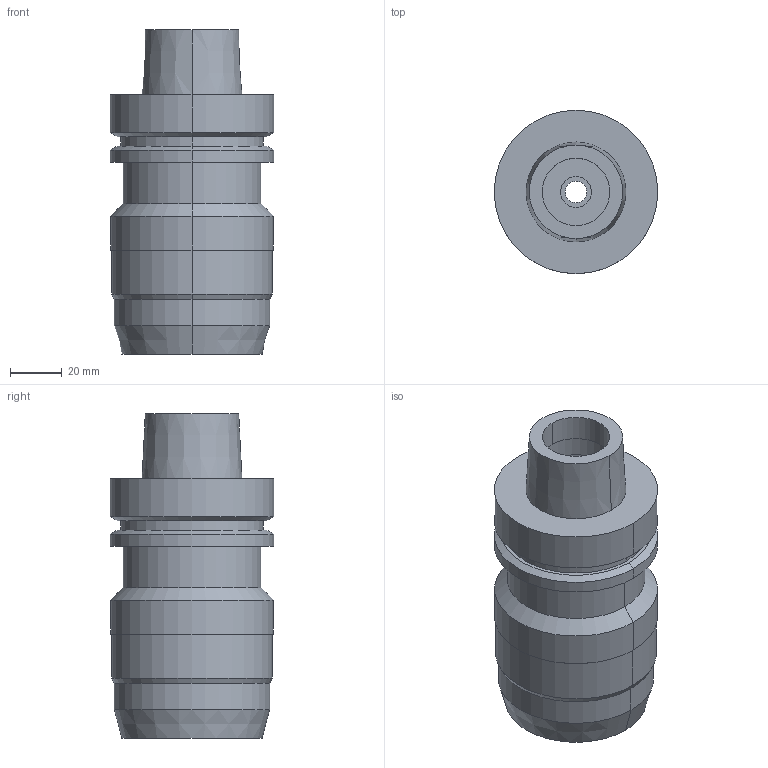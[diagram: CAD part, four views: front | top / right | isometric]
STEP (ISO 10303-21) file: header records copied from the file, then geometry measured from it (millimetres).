
FILE_DESCRIPTION((''),'2;1');
FILE_NAME('HSK-F63-MEGA25D-100A','2018-02-23T',('ykawabe'),(''),'CREO PARAMETRIC BY PTC INC, 2016380','CREO PARAMETRIC BY PTC INC, 2016380','');
FILE_SCHEMA(('AUTOMOTIVE_DESIGN { 1 0 10303 214 1 1 1 1 }'));
Length unit declared in the file: millimetre
Products named in the file (1): HSK-F63-MEGA25D-100A
Bounding box: 63 x 63 x 125 mm (x, y, z)
Volume: 246799.6 mm3; surface area: 39026.4 mm2
Topology: 1 solids, 1 shells, 54 faces, 108 edges, 64 vertices
Faces by surface type: cylinder 28, cone 14, plane 10, torus 2
Entity records: 1871 total; most frequent: DIRECTION 292, CARTESIAN_POINT 233, ORIENTED_EDGE 216, AXIS2_PLACEMENT_3D 125, PRESENTATION_STYLE_ASSIGNMENT 113, STYLED_ITEM 113, CURVE_STYLE 112, EDGE_CURVE 108
